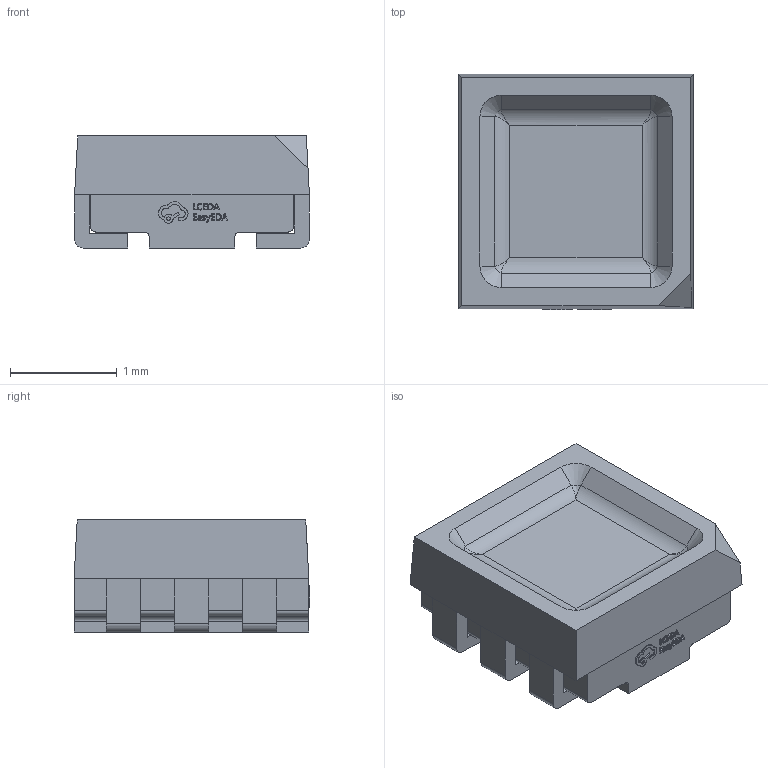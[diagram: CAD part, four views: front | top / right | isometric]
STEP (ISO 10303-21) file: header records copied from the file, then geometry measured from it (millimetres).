
FILE_DESCRIPTION (( 'STEP AP214' ), '1' );
FILE_NAME ('LED-SMD_6P-L2.2-W2.2-H1.1-BR.step', '2022-07-08T12:21:31', ( '' ), ( '' ), 'SwSTEP 2.0', 'SolidWorks 2020', '' );
FILE_SCHEMA (( 'AUTOMOTIVE_DESIGN' ));
Length unit declared in the file: millimetre
Products named in the file (1): LED-SMD_6P-L2.2-W2.2-H1.1-BR
Bounding box: 2.2 x 2.21 x 1.05 mm (x, y, z)
Volume: 4 mm3; surface area: 23.4 mm2
Topology: 1 solids, 1 shells, 330 faces, 922 edges, 620 vertices
Faces by surface type: plane 208, bspline 102, cylinder 14, cone 6
Entity records: 15234 total; most frequent: CARTESIAN_POINT 4257, ORIENTED_EDGE 1836, DIRECTION 1178, EDGE_CURVE 918, VECTOR 664, LINE 664, VERTEX_POINT 620, EDGE_LOOP 360
